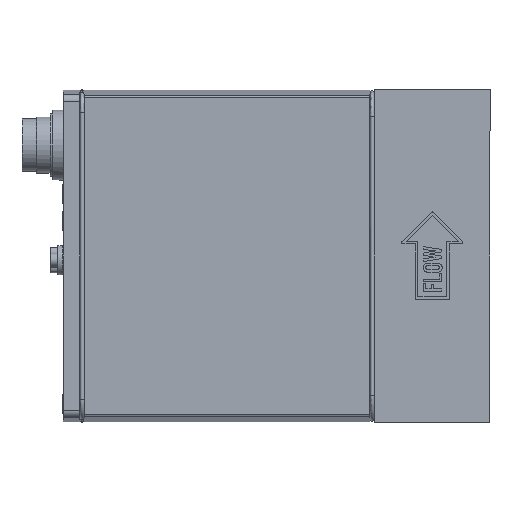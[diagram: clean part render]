
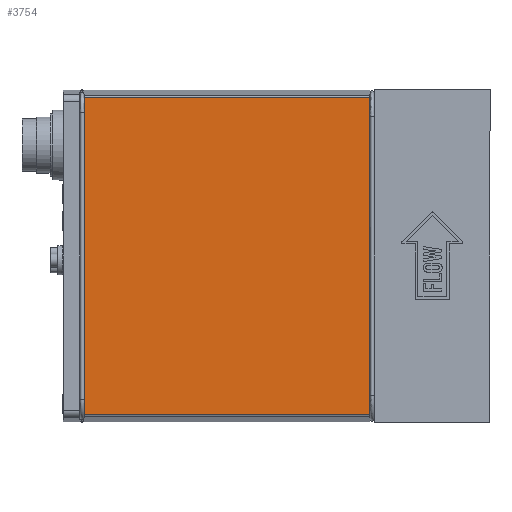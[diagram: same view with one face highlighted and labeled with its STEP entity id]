
A CAD part, left-side view. The second image highlights one B-rep face of the part: STEP entity #3754.
In plain terms, the highlighted planar face has unit normal (-1, 0, 0).
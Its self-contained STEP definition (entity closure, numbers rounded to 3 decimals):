
#227=LINE('',#6503,#538);
#228=LINE('',#6510,#539);
#241=LINE('',#6559,#552);
#242=LINE('',#6560,#553);
#538=VECTOR('',#4752,10.);
#539=VECTOR('',#4761,10.);
#552=VECTOR('',#4806,10.);
#553=VECTOR('',#4807,10.);
#906=FACE_OUTER_BOUND('',#1132,.T.);
#1132=EDGE_LOOP('',(#2804,#2805,#2806,#2807));
#1598=VERTEX_POINT('',#6500);
#1599=VERTEX_POINT('',#6502);
#1600=VERTEX_POINT('',#6506);
#1601=VERTEX_POINT('',#6508);
#2032=EDGE_CURVE('',#1598,#1599,#227,.T.);
#2036=EDGE_CURVE('',#1601,#1600,#228,.T.);
#2061=EDGE_CURVE('',#1601,#1599,#241,.T.);
#2062=EDGE_CURVE('',#1600,#1598,#242,.T.);
#2804=ORIENTED_EDGE('',*,*,#2036,.F.);
#2805=ORIENTED_EDGE('',*,*,#2061,.T.);
#2806=ORIENTED_EDGE('',*,*,#2032,.F.);
#2807=ORIENTED_EDGE('',*,*,#2062,.F.);
#3391=PLANE('',#4098);
#3754=ADVANCED_FACE('',(#906),#3391,.T.);
#4098=AXIS2_PLACEMENT_3D('',#6558,#4804,#4805);
#4752=DIRECTION('',(0.,-1.,0.));
#4761=DIRECTION('',(0.,1.,0.));
#4804=DIRECTION('center_axis',(-1.,0.,0.));
#4805=DIRECTION('ref_axis',(0.,-1.,0.));
#4806=DIRECTION('',(0.,0.,1.));
#4807=DIRECTION('',(0.,0.,1.));
#6500=CARTESIAN_POINT('',(-17.,111.4,-2.127));
#6502=CARTESIAN_POINT('',(-17.,29.9,-2.127));
#6503=CARTESIAN_POINT('',(-17.,29.9,-2.127));
#6506=CARTESIAN_POINT('',(-17.,111.4,-92.873));
#6508=CARTESIAN_POINT('',(-17.,29.9,-92.873));
#6510=CARTESIAN_POINT('',(-17.,29.9,-92.873));
#6558=CARTESIAN_POINT('Origin',(-17.,29.9,-1.717));
#6559=CARTESIAN_POINT('',(-17.,29.9,-93.283));
#6560=CARTESIAN_POINT('',(-17.,111.4,-1.717));
